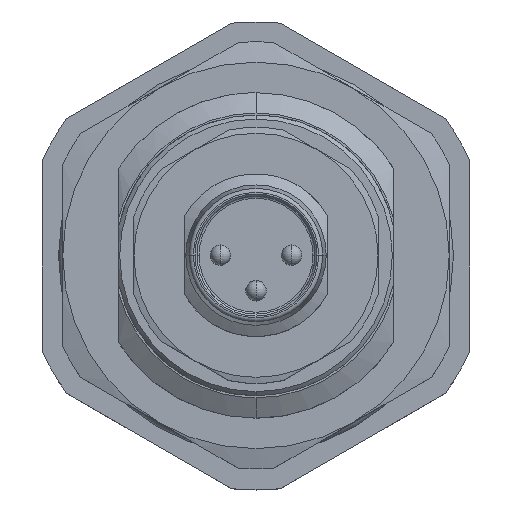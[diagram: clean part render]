
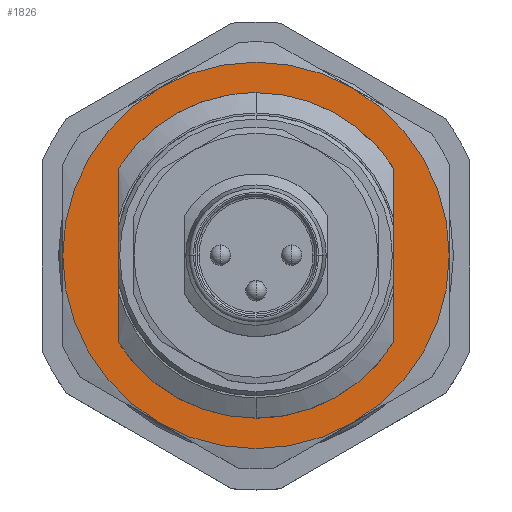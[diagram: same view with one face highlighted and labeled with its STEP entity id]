
A CAD part, top view. The second image highlights one B-rep face of the part: STEP entity #1826.
In plain terms, the highlighted planar face has unit normal (0, 0, 1).
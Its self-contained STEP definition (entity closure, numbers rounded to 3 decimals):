
#1578=AXIS2_PLACEMENT_3D('Circle Axis2P3D',#1576,#1577,$) ;
#1595=AXIS2_PLACEMENT_3D('Circle Axis2P3D',#1593,#1594,$) ;
#1612=AXIS2_PLACEMENT_3D('Circle Axis2P3D',#1610,#1611,$) ;
#1629=AXIS2_PLACEMENT_3D('Circle Axis2P3D',#1627,#1628,$) ;
#1646=AXIS2_PLACEMENT_3D('Circle Axis2P3D',#1644,#1645,$) ;
#1663=AXIS2_PLACEMENT_3D('Circle Axis2P3D',#1661,#1662,$) ;
#1736=AXIS2_PLACEMENT_3D('Plane Axis2P3D',#1733,#1734,#1735) ;
#1194=CARTESIAN_POINT('Vertex',(1.,11.5,33.2)) ;
#1256=CARTESIAN_POINT('Vertex',(5.75,19.727,33.2)) ;
#1318=CARTESIAN_POINT('Vertex',(15.25,19.727,33.2)) ;
#1380=CARTESIAN_POINT('Vertex',(20.,11.5,33.2)) ;
#1442=CARTESIAN_POINT('Vertex',(15.25,3.273,33.2)) ;
#1504=CARTESIAN_POINT('Vertex',(5.75,3.273,33.2)) ;
#1576=CARTESIAN_POINT('Axis2P3D Location',(10.5,11.5,33.2)) ;
#1593=CARTESIAN_POINT('Axis2P3D Location',(10.5,11.5,33.2)) ;
#1610=CARTESIAN_POINT('Axis2P3D Location',(10.5,11.5,33.2)) ;
#1627=CARTESIAN_POINT('Axis2P3D Location',(10.5,11.5,33.2)) ;
#1644=CARTESIAN_POINT('Axis2P3D Location',(10.5,11.5,33.2)) ;
#1661=CARTESIAN_POINT('Axis2P3D Location',(10.5,11.5,33.2)) ;
#1733=CARTESIAN_POINT('Axis2P3D Location',(10.5,11.5,33.2)) ;
#1746=CARTESIAN_POINT('Line Origine',(17.25,11.5,33.2)) ;
#1750=CARTESIAN_POINT('Vertex',(17.25,7.206,33.2)) ;
#1752=CARTESIAN_POINT('Vertex',(17.25,15.794,33.2)) ;
#1756=CARTESIAN_POINT('Control Point',(17.25,7.206,33.2)) ;
#1757=CARTESIAN_POINT('Control Point',(16.804,6.505,33.2)) ;
#1758=CARTESIAN_POINT('Control Point',(16.266,5.861,33.2)) ;
#1759=CARTESIAN_POINT('Control Point',(15.648,5.291,33.2)) ;
#1760=CARTESIAN_POINT('Control Point',(14.323,4.358,33.2)) ;
#1761=CARTESIAN_POINT('Control Point',(12.811,3.782,33.2)) ;
#1762=CARTESIAN_POINT('Control Point',(12.051,3.594,33.2)) ;
#1763=CARTESIAN_POINT('Control Point',(11.275,3.5,33.2)) ;
#1764=CARTESIAN_POINT('Control Point',(10.5,3.5,33.2)) ;
#1765=CARTESIAN_POINT('Vertex',(10.5,3.5,33.2)) ;
#1769=CARTESIAN_POINT('Control Point',(10.5,3.5,33.2)) ;
#1770=CARTESIAN_POINT('Control Point',(10.444,3.5,33.2)) ;
#1771=CARTESIAN_POINT('Control Point',(10.388,3.5,33.2)) ;
#1772=CARTESIAN_POINT('Control Point',(10.332,3.501,33.2)) ;
#1773=CARTESIAN_POINT('Control Point',(9.445,3.525,33.2)) ;
#1774=CARTESIAN_POINT('Control Point',(8.562,3.671,33.2)) ;
#1775=CARTESIAN_POINT('Control Point',(7.757,3.915,33.2)) ;
#1776=CARTESIAN_POINT('Control Point',(6.333,4.561,33.2)) ;
#1777=CARTESIAN_POINT('Control Point',(5.107,5.526,33.2)) ;
#1778=CARTESIAN_POINT('Control Point',(4.59,6.036,33.2)) ;
#1779=CARTESIAN_POINT('Control Point',(4.136,6.599,33.2)) ;
#1780=CARTESIAN_POINT('Control Point',(3.75,7.206,33.2)) ;
#1781=CARTESIAN_POINT('Vertex',(3.75,7.206,33.2)) ;
#1784=CARTESIAN_POINT('Line Origine',(3.75,11.5,33.2)) ;
#1788=CARTESIAN_POINT('Vertex',(3.75,15.794,33.2)) ;
#1792=CARTESIAN_POINT('Control Point',(3.75,15.794,33.2)) ;
#1793=CARTESIAN_POINT('Control Point',(4.196,16.495,33.2)) ;
#1794=CARTESIAN_POINT('Control Point',(4.734,17.139,33.2)) ;
#1795=CARTESIAN_POINT('Control Point',(5.352,17.709,33.2)) ;
#1796=CARTESIAN_POINT('Control Point',(6.677,18.642,33.2)) ;
#1797=CARTESIAN_POINT('Control Point',(8.189,19.218,33.2)) ;
#1798=CARTESIAN_POINT('Control Point',(8.949,19.406,33.2)) ;
#1799=CARTESIAN_POINT('Control Point',(9.725,19.5,33.2)) ;
#1800=CARTESIAN_POINT('Control Point',(10.5,19.5,33.2)) ;
#1801=CARTESIAN_POINT('Vertex',(10.5,19.5,33.2)) ;
#1805=CARTESIAN_POINT('Control Point',(10.5,19.5,33.2)) ;
#1806=CARTESIAN_POINT('Control Point',(10.556,19.5,33.2)) ;
#1807=CARTESIAN_POINT('Control Point',(10.612,19.5,33.2)) ;
#1808=CARTESIAN_POINT('Control Point',(10.668,19.499,33.2)) ;
#1809=CARTESIAN_POINT('Control Point',(11.555,19.475,33.2)) ;
#1810=CARTESIAN_POINT('Control Point',(12.438,19.329,33.2)) ;
#1811=CARTESIAN_POINT('Control Point',(13.243,19.085,33.2)) ;
#1812=CARTESIAN_POINT('Control Point',(14.667,18.439,33.2)) ;
#1813=CARTESIAN_POINT('Control Point',(15.893,17.474,33.2)) ;
#1814=CARTESIAN_POINT('Control Point',(16.41,16.964,33.2)) ;
#1815=CARTESIAN_POINT('Control Point',(16.864,16.401,33.2)) ;
#1816=CARTESIAN_POINT('Control Point',(17.25,15.794,33.2)) ;
#1577=DIRECTION('Axis2P3D Direction',(0.,0.,-1.)) ;
#1594=DIRECTION('Axis2P3D Direction',(0.,0.,-1.)) ;
#1611=DIRECTION('Axis2P3D Direction',(0.,0.,-1.)) ;
#1628=DIRECTION('Axis2P3D Direction',(0.,0.,-1.)) ;
#1645=DIRECTION('Axis2P3D Direction',(0.,0.,-1.)) ;
#1662=DIRECTION('Axis2P3D Direction',(0.,0.,-1.)) ;
#1734=DIRECTION('Axis2P3D Direction',(0.,0.,1.)) ;
#1735=DIRECTION('Axis2P3D XDirection',(-0.5,0.866,0.)) ;
#1747=DIRECTION('Vector Direction',(0.,1.,0.)) ;
#1785=DIRECTION('Vector Direction',(0.,-1.,0.)) ;
#1748=VECTOR('Line Direction',#1747,1.) ;
#1786=VECTOR('Line Direction',#1785,1.) ;
#1739=ORIENTED_EDGE('',*,*,#1631,.T.) ;
#1740=ORIENTED_EDGE('',*,*,#1614,.T.) ;
#1741=ORIENTED_EDGE('',*,*,#1597,.T.) ;
#1742=ORIENTED_EDGE('',*,*,#1580,.T.) ;
#1743=ORIENTED_EDGE('',*,*,#1665,.T.) ;
#1744=ORIENTED_EDGE('',*,*,#1648,.T.) ;
#1819=ORIENTED_EDGE('',*,*,#1754,.F.) ;
#1820=ORIENTED_EDGE('',*,*,#1767,.T.) ;
#1821=ORIENTED_EDGE('',*,*,#1783,.T.) ;
#1822=ORIENTED_EDGE('',*,*,#1790,.F.) ;
#1823=ORIENTED_EDGE('',*,*,#1803,.T.) ;
#1824=ORIENTED_EDGE('',*,*,#1817,.T.) ;
#1825=FACE_BOUND('',#1818,.T.) ;
#1826=ADVANCED_FACE('Hauptk\X2\00F6\X0\rper',(#1745,#1825),#1737,.T.) ;
#1755=B_SPLINE_CURVE_WITH_KNOTS('',5,(#1756,#1757,#1758,#1759,#1760,#1761,#1762,#1763,#1764),.UNSPECIFIED.,.F.,.U.,(6,3,6),(0.,5.879,11.361),.UNSPECIFIED.) ;
#1768=B_SPLINE_CURVE_WITH_KNOTS('',5,(#1769,#1770,#1771,#1772,#1773,#1774,#1775,#1776,#1777,#1778,#1779,#1780),.UNSPECIFIED.,.F.,.U.,(6,3,3,6),(11.361,11.757,17.636,22.723),.UNSPECIFIED.) ;
#1791=B_SPLINE_CURVE_WITH_KNOTS('',5,(#1792,#1793,#1794,#1795,#1796,#1797,#1798,#1799,#1800),.UNSPECIFIED.,.F.,.U.,(6,3,6),(0.,5.879,11.361),.UNSPECIFIED.) ;
#1804=B_SPLINE_CURVE_WITH_KNOTS('',5,(#1805,#1806,#1807,#1808,#1809,#1810,#1811,#1812,#1813,#1814,#1815,#1816),.UNSPECIFIED.,.F.,.U.,(6,3,3,6),(11.361,11.757,17.636,22.723),.UNSPECIFIED.) ;
#1579=CIRCLE('generated circle',#1578,9.5) ;
#1596=CIRCLE('generated circle',#1595,9.5) ;
#1613=CIRCLE('generated circle',#1612,9.5) ;
#1630=CIRCLE('generated circle',#1629,9.5) ;
#1647=CIRCLE('generated circle',#1646,9.5) ;
#1664=CIRCLE('generated circle',#1663,9.5) ;
#1580=EDGE_CURVE('',#1195,#1505,#1579,.F.) ;
#1597=EDGE_CURVE('',#1257,#1195,#1596,.F.) ;
#1614=EDGE_CURVE('',#1319,#1257,#1613,.F.) ;
#1631=EDGE_CURVE('',#1381,#1319,#1630,.F.) ;
#1648=EDGE_CURVE('',#1443,#1381,#1647,.F.) ;
#1665=EDGE_CURVE('',#1505,#1443,#1664,.F.) ;
#1754=EDGE_CURVE('',#1751,#1753,#1749,.T.) ;
#1767=EDGE_CURVE('',#1751,#1766,#1755,.T.) ;
#1783=EDGE_CURVE('',#1766,#1782,#1768,.T.) ;
#1790=EDGE_CURVE('',#1789,#1782,#1787,.T.) ;
#1803=EDGE_CURVE('',#1789,#1802,#1791,.T.) ;
#1817=EDGE_CURVE('',#1802,#1753,#1804,.T.) ;
#1738=EDGE_LOOP('',(#1739,#1740,#1741,#1742,#1743,#1744)) ;
#1818=EDGE_LOOP('',(#1819,#1820,#1821,#1822,#1823,#1824)) ;
#1745=FACE_OUTER_BOUND('',#1738,.T.) ;
#1749=LINE('Line',#1746,#1748) ;
#1787=LINE('Line',#1784,#1786) ;
#1737=PLANE('',#1736) ;
#1195=VERTEX_POINT('',#1194) ;
#1257=VERTEX_POINT('',#1256) ;
#1319=VERTEX_POINT('',#1318) ;
#1381=VERTEX_POINT('',#1380) ;
#1443=VERTEX_POINT('',#1442) ;
#1505=VERTEX_POINT('',#1504) ;
#1751=VERTEX_POINT('',#1750) ;
#1753=VERTEX_POINT('',#1752) ;
#1766=VERTEX_POINT('',#1765) ;
#1782=VERTEX_POINT('',#1781) ;
#1789=VERTEX_POINT('',#1788) ;
#1802=VERTEX_POINT('',#1801) ;
